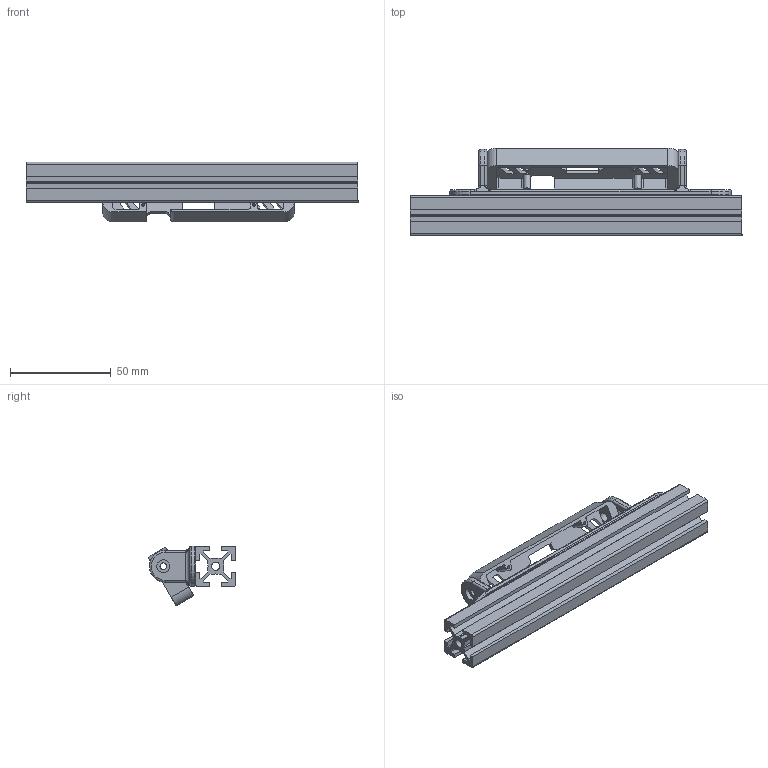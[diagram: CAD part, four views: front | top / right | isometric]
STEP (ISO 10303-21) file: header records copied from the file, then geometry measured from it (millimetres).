
FILE_DESCRIPTION(/* description */ (''),/* implementation_level */ '2;1');
FILE_NAME(/* name */ 'Mount v1.step',/* time_stamp */ '2023-06-17T19:24:11+02:00',/* author */ (''),/* organization */ (''),/* preprocessor_version */ 'ST-DEVELOPER v19.2',/* originating_system */ 'Autodesk Translation Framework v12.4.0.73',/* authorisation */ '');
FILE_SCHEMA (('AUTOMOTIVE_DESIGN { 1 0 10303 214 3 1 1 }'));
Length unit declared in the file: millimetre
Products named in the file (5): Mount; 2020-Cam; Mount_1; 2020-Extrusion; C920 mount
Assembly tree (4 placements, depth 3):
  Mount
    2020-Cam
      Mount_1
      2020-Extrusion
      C920 mount
Bounding box: 165 x 43.58 x 29.7 mm (x, y, z)
Volume: 45567.6 mm3; surface area: 44378.8 mm2
Topology: 3 solids, 3 shells, 272 faces, 730 edges, 466 vertices
Faces by surface type: plane 153, cylinder 81, torus 16, sphere 8, bspline 8, cone 6
Full cylindrical faces by diameter (mm): 1.5 x4, 3.3 x4, 4.2 x1, 4.7 x2, 6.5 x4
Entity records: 10183 total; most frequent: CARTESIAN_POINT 3005, DIRECTION 1487, ORIENTED_EDGE 1460, EDGE_CURVE 730, LINE 519, VECTOR 519, AXIS2_PLACEMENT_3D 484, VERTEX_POINT 466
